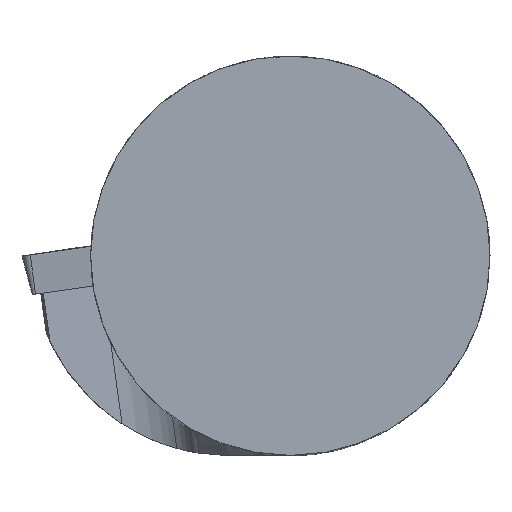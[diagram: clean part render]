
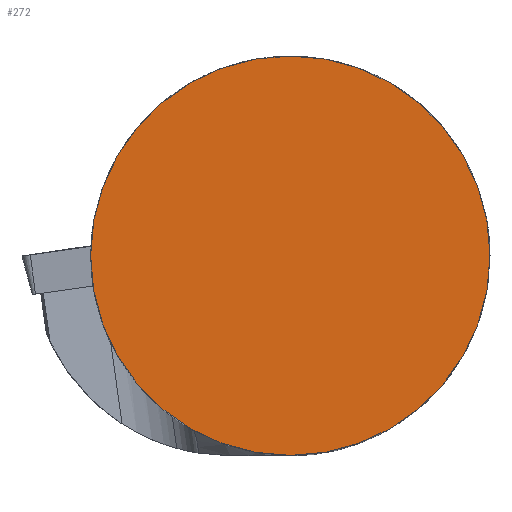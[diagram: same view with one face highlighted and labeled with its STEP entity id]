
A CAD part, top view. The second image highlights one B-rep face of the part: STEP entity #272.
In plain terms, the highlighted planar face has unit normal (0, 0, 1).
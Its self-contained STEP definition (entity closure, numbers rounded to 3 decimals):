
#145=PLANE('',#1540);
#203=FACE_OUTER_BOUND('',#407,.T.);
#272=ADVANCED_FACE('',(#203),#145,.T.);
#407=EDGE_LOOP('',(#961));
#597=CIRCLE('',#1430,20.);
#961=ORIENTED_EDGE('',*,*,#1160,.F.);
#1039=VERTEX_POINT('',#2093);
#1160=EDGE_CURVE('',#1039,#1039,#597,.T.);
#1430=AXIS2_PLACEMENT_3D('',#2092,#1604,#1605);
#1540=AXIS2_PLACEMENT_3D('',#2459,#1886,#1887);
#1604=DIRECTION('',(0.,0.,-1.));
#1605=DIRECTION('',(1.,0.,0.));
#1886=DIRECTION('',(0.,0.,1.));
#1887=DIRECTION('',(1.,0.,0.));
#2092=CARTESIAN_POINT('',(0.,0.,0.));
#2093=CARTESIAN_POINT('',(20.,0.,0.));
#2459=CARTESIAN_POINT('',(0.,0.,0.));
